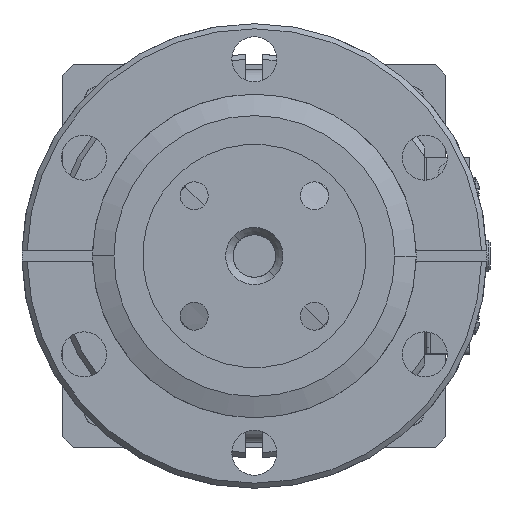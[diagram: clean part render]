
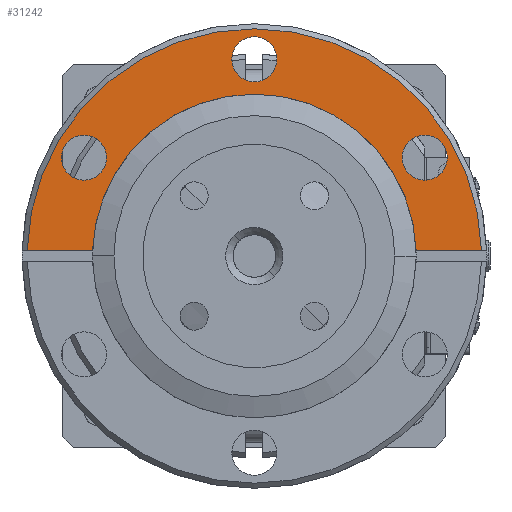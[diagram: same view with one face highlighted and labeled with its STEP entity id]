
A CAD part, left-side view. The second image highlights one B-rep face of the part: STEP entity #31242.
In plain terms, the highlighted planar face has unit normal (-1, 0, 0).
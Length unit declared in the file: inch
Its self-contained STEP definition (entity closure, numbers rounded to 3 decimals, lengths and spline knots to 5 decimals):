
#99 = CIRCLE ( 'NONE', #30942, 0.1325 ) ;
#4468 = EDGE_LOOP ( 'NONE', ( #23515, #23516 ) ) ;
#6527 = CIRCLE ( 'NONE', #30760, 0.1325 ) ;
#8116 = CIRCLE ( 'NONE', #30685, 0.1325 ) ;
#8125 = CIRCLE ( 'NONE', #30690, 0.1325 ) ;
#8149 = LINE ( 'NONE', #15498, #8151 ) ;
#8151 = VECTOR ( 'NONE', #15507, 39.37008 ) ;
#8185 = CIRCLE ( 'NONE', #30721, 0.951 ) ;
#8201 = LINE ( 'NONE', #15655, #8202 ) ;
#8202 = VECTOR ( 'NONE', #15656, 39.37008 ) ;
#8210 = CIRCLE ( 'NONE', #30731, 1.335 ) ;
#8222 = CIRCLE ( 'NONE', #30737, 0.1325 ) ;
#8228 = CIRCLE ( 'NONE', #30740, 0.1325 ) ;
#8319 = ORIENTED_EDGE ( 'NONE', *, *, #8431, .F. ) ;
#8320 = ORIENTED_EDGE ( 'NONE', *, *, #24942, .F. ) ;
#8321 = ORIENTED_EDGE ( 'NONE', *, *, #24937, .F. ) ;
#8322 = ORIENTED_EDGE ( 'NONE', *, *, #24974, .F. ) ;
#8323 = ORIENTED_EDGE ( 'NONE', *, *, #24927, .T. ) ;
#8324 = ORIENTED_EDGE ( 'NONE', *, *, #24885, .F. ) ;
#8431 = EDGE_CURVE ( 'NONE', #29701, #29724, #99, .T. ) ;
#8659 = CARTESIAN_POINT ( 'NONE',  ( 0.5, -1.365, 0. ) ) ;
#8717 = PLANE ( 'NONE',  #27704 ) ;
#8739 = DIRECTION ( 'NONE',  ( 1., 0., 0. ) ) ;
#8741 = DIRECTION ( 'NONE',  ( 0., -1., 0. ) ) ;
#13131 = CARTESIAN_POINT ( 'NONE',  ( 0.5, 1.00113, 0.4455 ) ) ;
#13136 = CARTESIAN_POINT ( 'NONE',  ( 0.5, 0., 1.2885 ) ) ;
#13158 = CARTESIAN_POINT ( 'NONE',  ( 0.5, 1.00113, 0.7105 ) ) ;
#13243 = CARTESIAN_POINT ( 'NONE',  ( 0.5, -1.00113, 0.4455 ) ) ;
#13255 = CARTESIAN_POINT ( 'NONE',  ( 0.5, 0., 1.0235 ) ) ;
#13266 = CARTESIAN_POINT ( 'NONE',  ( 0.5, -1.00113, 0.7105 ) ) ;
#13270 = CARTESIAN_POINT ( 'NONE',  ( 0.5, -0.95053, 0.03 ) ) ;
#13322 = CARTESIAN_POINT ( 'NONE',  ( 0.5, 1.33466, 0.03 ) ) ;
#13327 = CARTESIAN_POINT ( 'NONE',  ( 0.5, 0.95053, 0.03 ) ) ;
#13331 = CARTESIAN_POINT ( 'NONE',  ( 0.5, -1.33466, 0.03 ) ) ;
#15353 = CARTESIAN_POINT ( 'NONE',  ( 0.5, 1.00113, 0.578 ) ) ;
#15355 = DIRECTION ( 'NONE',  ( -1., 0., 0. ) ) ;
#15356 = DIRECTION ( 'NONE',  ( 0., 0., -1. ) ) ;
#15380 = CARTESIAN_POINT ( 'NONE',  ( 0.5, 1.00113, 0.578 ) ) ;
#15382 = DIRECTION ( 'NONE',  ( -1., 0., 0. ) ) ;
#15383 = DIRECTION ( 'NONE',  ( 0., 0., -1. ) ) ;
#15498 = CARTESIAN_POINT ( 'NONE',  ( 0.5, 1.38335, 0.03 ) ) ;
#15507 = DIRECTION ( 'NONE',  ( 0., 1., 0. ) ) ;
#15597 = CARTESIAN_POINT ( 'NONE',  ( 0.5, 0., 0. ) ) ;
#15607 = DIRECTION ( 'NONE',  ( -1., 0., 0. ) ) ;
#15608 = DIRECTION ( 'NONE',  ( 0., 1., 0. ) ) ;
#15648 = CARTESIAN_POINT ( 'NONE',  ( 0.5, 0., 0. ) ) ;
#15655 = CARTESIAN_POINT ( 'NONE',  ( 0.5, -1.38335, 0.03 ) ) ;
#15656 = DIRECTION ( 'NONE',  ( 0., 1., 0. ) ) ;
#15667 = DIRECTION ( 'NONE',  ( -1., 0., 0. ) ) ;
#15669 = DIRECTION ( 'NONE',  ( 0., -1., 0. ) ) ;
#15700 = CARTESIAN_POINT ( 'NONE',  ( 0.5, 0., 1.156 ) ) ;
#15706 = DIRECTION ( 'NONE',  ( -1., 0., 0. ) ) ;
#15707 = DIRECTION ( 'NONE',  ( 0., 0., -1. ) ) ;
#15715 = CARTESIAN_POINT ( 'NONE',  ( 0.5, -1.00113, 0.578 ) ) ;
#15724 = DIRECTION ( 'NONE',  ( -1., 0., 0. ) ) ;
#15725 = DIRECTION ( 'NONE',  ( 0., 0., -1. ) ) ;
#15887 = CARTESIAN_POINT ( 'NONE',  ( 0.5, 0., 1.156 ) ) ;
#15949 = DIRECTION ( 'NONE',  ( -1., 0., 0. ) ) ;
#15951 = DIRECTION ( 'NONE',  ( 0., 0., -1. ) ) ;
#16491 = EDGE_LOOP ( 'NONE', ( #8323, #8324, #23513, #23514 ) ) ;
#17596 = FACE_BOUND ( 'NONE', #28303, .T. ) ;
#17605 = FACE_BOUND ( 'NONE', #28319, .T. ) ;
#17607 = FACE_OUTER_BOUND ( 'NONE', #16491, .T. ) ;
#17609 = FACE_BOUND ( 'NONE', #4468, .T. ) ;
#21708 = CARTESIAN_POINT ( 'NONE',  ( 0.5, -1.00113, 0.578 ) ) ;
#21709 = DIRECTION ( 'NONE',  ( -1., 0., 0. ) ) ;
#21710 = DIRECTION ( 'NONE',  ( 0., 0., -1. ) ) ;
#23513 = ORIENTED_EDGE ( 'NONE', *, *, #24910, .F. ) ;
#23514 = ORIENTED_EDGE ( 'NONE', *, *, #24923, .F. ) ;
#23515 = ORIENTED_EDGE ( 'NONE', *, *, #24854, .F. ) ;
#23516 = ORIENTED_EDGE ( 'NONE', *, *, #24861, .F. ) ;
#24854 = EDGE_CURVE ( 'NONE', #29589, #29616, #8116, .T. ) ;
#24861 = EDGE_CURVE ( 'NONE', #29616, #29589, #8125, .T. ) ;
#24885 = EDGE_CURVE ( 'NONE', #29785, #29780, #8149, .T. ) ;
#24910 = EDGE_CURVE ( 'NONE', #29728, #29785, #8185, .T. ) ;
#24923 = EDGE_CURVE ( 'NONE', #29789, #29728, #8201, .T. ) ;
#24927 = EDGE_CURVE ( 'NONE', #29789, #29780, #8210, .T. ) ;
#24937 = EDGE_CURVE ( 'NONE', #29713, #29594, #8222, .T. ) ;
#24942 = EDGE_CURVE ( 'NONE', #29724, #29701, #8228, .T. ) ;
#24974 = EDGE_CURVE ( 'NONE', #29594, #29713, #6527, .T. ) ;
#27704 = AXIS2_PLACEMENT_3D ( 'NONE', #8659, #8739, #8741 ) ;
#28303 = EDGE_LOOP ( 'NONE', ( #8319, #8320 ) ) ;
#28319 = EDGE_LOOP ( 'NONE', ( #8321, #8322 ) ) ;
#29589 = VERTEX_POINT ( 'NONE', #13131 ) ;
#29594 = VERTEX_POINT ( 'NONE', #13136 ) ;
#29616 = VERTEX_POINT ( 'NONE', #13158 ) ;
#29701 = VERTEX_POINT ( 'NONE', #13243 ) ;
#29713 = VERTEX_POINT ( 'NONE', #13255 ) ;
#29724 = VERTEX_POINT ( 'NONE', #13266 ) ;
#29728 = VERTEX_POINT ( 'NONE', #13270 ) ;
#29780 = VERTEX_POINT ( 'NONE', #13322 ) ;
#29785 = VERTEX_POINT ( 'NONE', #13327 ) ;
#29789 = VERTEX_POINT ( 'NONE', #13331 ) ;
#30685 = AXIS2_PLACEMENT_3D ( 'NONE', #15353, #15355, #15356 ) ;
#30690 = AXIS2_PLACEMENT_3D ( 'NONE', #15380, #15382, #15383 ) ;
#30721 = AXIS2_PLACEMENT_3D ( 'NONE', #15597, #15607, #15608 ) ;
#30731 = AXIS2_PLACEMENT_3D ( 'NONE', #15648, #15667, #15669 ) ;
#30737 = AXIS2_PLACEMENT_3D ( 'NONE', #15700, #15706, #15707 ) ;
#30740 = AXIS2_PLACEMENT_3D ( 'NONE', #15715, #15724, #15725 ) ;
#30760 = AXIS2_PLACEMENT_3D ( 'NONE', #15887, #15949, #15951 ) ;
#30942 = AXIS2_PLACEMENT_3D ( 'NONE', #21708, #21709, #21710 ) ;
#31242 = ADVANCED_FACE ( 'NONE', ( #17596, #17605, #17607, #17609 ), #8717, .F. ) ;
